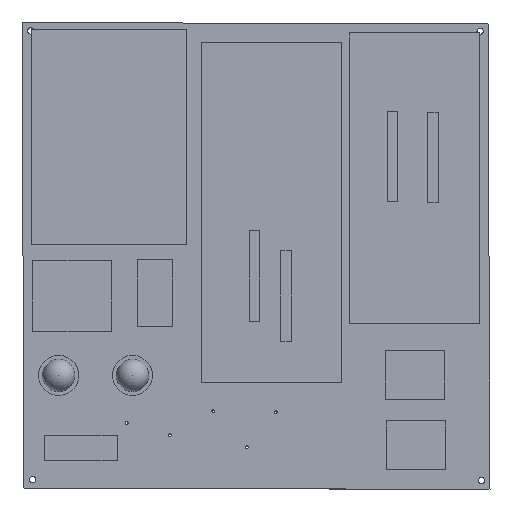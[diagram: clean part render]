
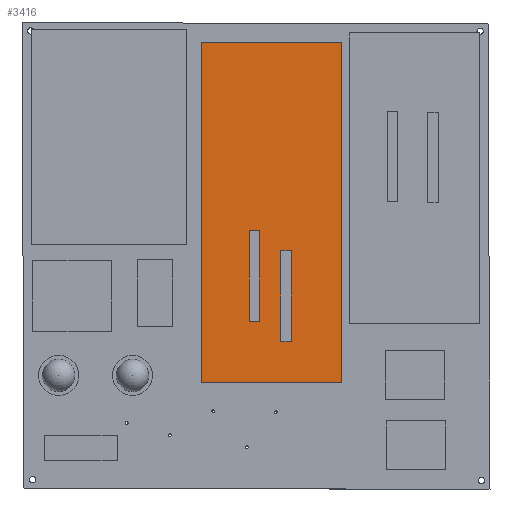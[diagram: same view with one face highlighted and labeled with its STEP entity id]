
A CAD part, top view. The second image highlights one B-rep face of the part: STEP entity #3416.
In plain terms, the highlighted planar face has unit normal (0, 0, 1).
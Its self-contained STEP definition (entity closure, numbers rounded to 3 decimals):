
#359=PLANE('',#3903);
#521=FACE_OUTER_BOUND('',#872,.T.);
#872=EDGE_LOOP('',(#3049,#3050,#3051,#3052));
#1091=LINE('',#5766,#1318);
#1094=LINE('',#5772,#1321);
#1097=LINE('',#5778,#1324);
#1100=LINE('',#5782,#1327);
#1318=VECTOR('',#4860,10.);
#1321=VECTOR('',#4865,10.);
#1324=VECTOR('',#4870,10.);
#1327=VECTOR('',#4875,10.);
#1794=VERTEX_POINT('',#5763);
#1795=VERTEX_POINT('',#5765);
#1797=VERTEX_POINT('',#5771);
#1799=VERTEX_POINT('',#5777);
#2209=EDGE_CURVE('',#1795,#1794,#1091,.T.);
#2212=EDGE_CURVE('',#1797,#1795,#1094,.T.);
#2215=EDGE_CURVE('',#1799,#1797,#1097,.T.);
#2218=EDGE_CURVE('',#1794,#1799,#1100,.T.);
#3049=ORIENTED_EDGE('',*,*,#2218,.T.);
#3050=ORIENTED_EDGE('',*,*,#2215,.T.);
#3051=ORIENTED_EDGE('',*,*,#2212,.T.);
#3052=ORIENTED_EDGE('',*,*,#2209,.T.);
#3416=ADVANCED_FACE('',(#521),#359,.T.);
#3903=AXIS2_PLACEMENT_3D('',#5783,#4876,#4877);
#4860=DIRECTION('',(-1.,0.,0.));
#4865=DIRECTION('',(0.,1.,0.));
#4870=DIRECTION('',(1.,0.,0.));
#4875=DIRECTION('',(0.,-1.,0.));
#4876=DIRECTION('center_axis',(0.,0.,1.));
#4877=DIRECTION('ref_axis',(1.,0.,0.));
#5763=CARTESIAN_POINT('',(-8.89,21.59,0.1));
#5765=CARTESIAN_POINT('',(8.89,21.59,0.1));
#5766=CARTESIAN_POINT('',(8.89,21.59,0.1));
#5771=CARTESIAN_POINT('',(8.89,-21.59,0.1));
#5772=CARTESIAN_POINT('',(8.89,-21.59,0.1));
#5777=CARTESIAN_POINT('',(-8.89,-21.59,0.1));
#5778=CARTESIAN_POINT('',(-8.89,-21.59,0.1));
#5782=CARTESIAN_POINT('',(-8.89,21.59,0.1));
#5783=CARTESIAN_POINT('Origin',(0.,0.,0.1));
